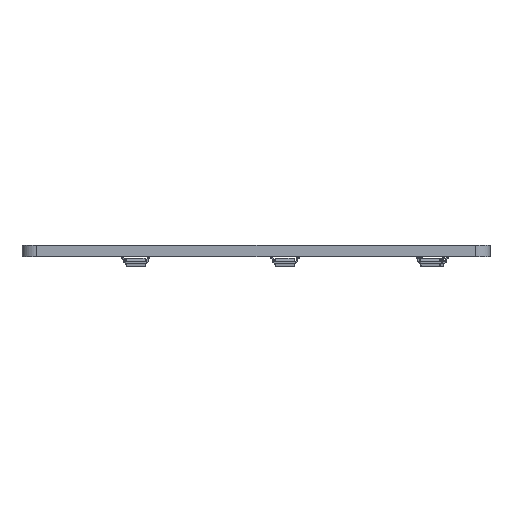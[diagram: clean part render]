
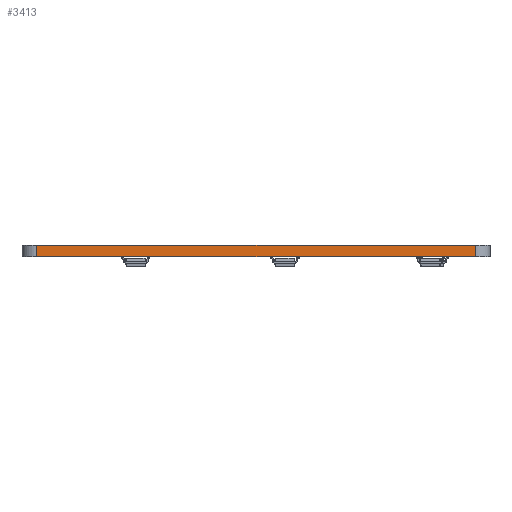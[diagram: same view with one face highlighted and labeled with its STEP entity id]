
A CAD part, left-side view. The second image highlights one B-rep face of the part: STEP entity #3413.
In plain terms, the highlighted planar face has unit normal (-1, 0, 0).
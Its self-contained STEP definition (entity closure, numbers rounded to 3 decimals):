
#2050 = VERTEX_POINT('',#2051);
#2051 = CARTESIAN_POINT('',(69.25,-21.75,0.));
#2058 = EDGE_CURVE('',#2059,#2050,#2061,.T.);
#2059 = VERTEX_POINT('',#2060);
#2060 = CARTESIAN_POINT('',(69.25,-80.5,0.));
#2061 = LINE('',#2062,#2063);
#2062 = CARTESIAN_POINT('',(69.25,-80.5,0.));
#2063 = VECTOR('',#2064,1.);
#2064 = DIRECTION('',(0.,1.,0.));
#2718 = VERTEX_POINT('',#2719);
#2719 = CARTESIAN_POINT('',(69.25,-21.75,1.51));
#2726 = EDGE_CURVE('',#2727,#2718,#2729,.T.);
#2727 = VERTEX_POINT('',#2728);
#2728 = CARTESIAN_POINT('',(69.25,-80.5,1.51));
#2729 = LINE('',#2730,#2731);
#2730 = CARTESIAN_POINT('',(69.25,-80.5,1.51));
#2731 = VECTOR('',#2732,1.);
#2732 = DIRECTION('',(0.,1.,0.));
#3383 = EDGE_CURVE('',#2050,#2718,#3384,.T.);
#3384 = LINE('',#3385,#3386);
#3385 = CARTESIAN_POINT('',(69.25,-21.75,0.));
#3386 = VECTOR('',#3387,1.);
#3387 = DIRECTION('',(0.,0.,1.));
#3413 = ADVANCED_FACE('',(#3414),#3425,.T.);
#3414 = FACE_BOUND('',#3415,.T.);
#3415 = EDGE_LOOP('',(#3416,#3422,#3423,#3424));
#3416 = ORIENTED_EDGE('',*,*,#3417,.T.);
#3417 = EDGE_CURVE('',#2059,#2727,#3418,.T.);
#3418 = LINE('',#3419,#3420);
#3419 = CARTESIAN_POINT('',(69.25,-80.5,0.));
#3420 = VECTOR('',#3421,1.);
#3421 = DIRECTION('',(0.,0.,1.));
#3422 = ORIENTED_EDGE('',*,*,#2726,.T.);
#3423 = ORIENTED_EDGE('',*,*,#3383,.F.);
#3424 = ORIENTED_EDGE('',*,*,#2058,.F.);
#3425 = PLANE('',#3426);
#3426 = AXIS2_PLACEMENT_3D('',#3427,#3428,#3429);
#3427 = CARTESIAN_POINT('',(69.25,-80.5,0.));
#3428 = DIRECTION('',(-1.,0.,0.));
#3429 = DIRECTION('',(0.,1.,0.));
